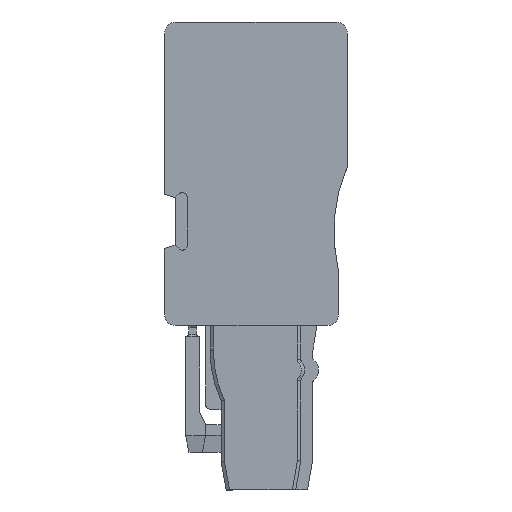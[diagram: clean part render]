
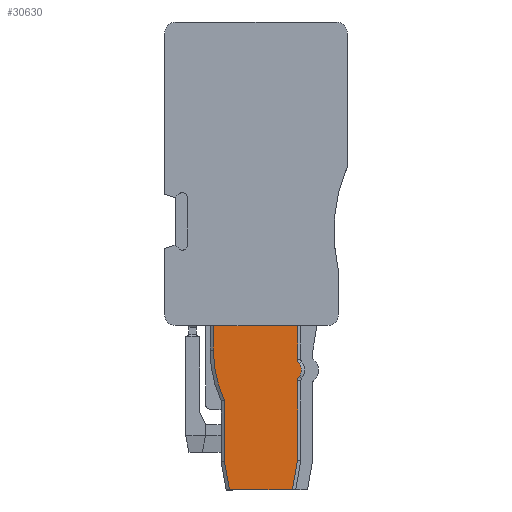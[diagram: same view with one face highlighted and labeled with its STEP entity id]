
A CAD part, left-side view. The second image highlights one B-rep face of the part: STEP entity #30630.
In plain terms, the highlighted planar face has unit normal (-1, 0, 0).
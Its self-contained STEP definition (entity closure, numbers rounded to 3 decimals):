
#30546=AXIS2_PLACEMENT_3D('Plane Axis2P3D',#30543,#30544,#30545) ;
#30559=AXIS2_PLACEMENT_3D('Circle Axis2P3D',#30557,#30558,$) ;
#30566=AXIS2_PLACEMENT_3D('Circle Axis2P3D',#30564,#30565,$) ;
#30573=AXIS2_PLACEMENT_3D('Circle Axis2P3D',#30571,#30572,$) ;
#30585=AXIS2_PLACEMENT_3D('Circle Axis2P3D',#30583,#30584,$) ;
#15764=CARTESIAN_POINT('Vertex',(0.7,12.1,14.85)) ;
#15767=CARTESIAN_POINT('Line Origine',(0.7,8.3,14.85)) ;
#15771=CARTESIAN_POINT('Vertex',(0.7,4.5,14.85)) ;
#30527=CARTESIAN_POINT('Vertex',(0.7,12.1,12.633)) ;
#30530=CARTESIAN_POINT('Line Origine',(0.7,12.1,13.741)) ;
#30543=CARTESIAN_POINT('Axis2P3D Location',(0.7,7.5,14.85)) ;
#30548=CARTESIAN_POINT('Line Origine',(0.7,4.5,6.266)) ;
#30552=CARTESIAN_POINT('Vertex',(0.7,4.5,2.67)) ;
#30554=CARTESIAN_POINT('Vertex',(0.7,4.5,9.862)) ;
#30557=CARTESIAN_POINT('Axis2P3D Location',(0.7,3.9,9.862)) ;
#30561=CARTESIAN_POINT('Vertex',(0.7,4.36,10.247)) ;
#30564=CARTESIAN_POINT('Axis2P3D Location',(0.7,5.05,10.825)) ;
#30568=CARTESIAN_POINT('Vertex',(0.7,4.36,11.403)) ;
#30571=CARTESIAN_POINT('Axis2P3D Location',(0.7,3.9,11.788)) ;
#30575=CARTESIAN_POINT('Vertex',(0.7,4.5,11.788)) ;
#30578=CARTESIAN_POINT('Line Origine',(0.7,4.5,13.319)) ;
#30583=CARTESIAN_POINT('Axis2P3D Location',(0.7,1.4,12.633)) ;
#30587=CARTESIAN_POINT('Vertex',(0.7,11.1,8.116)) ;
#30590=CARTESIAN_POINT('Line Origine',(0.7,11.1,5.347)) ;
#30594=CARTESIAN_POINT('Vertex',(0.7,11.1,2.578)) ;
#30597=CARTESIAN_POINT('Line Origine',(0.7,10.873,1.289)) ;
#30601=CARTESIAN_POINT('Vertex',(0.7,10.645,0.)) ;
#30604=CARTESIAN_POINT('Line Origine',(0.7,7.808,0.)) ;
#30608=CARTESIAN_POINT('Vertex',(0.7,4.971,0.)) ;
#30611=CARTESIAN_POINT('Line Origine',(0.7,4.735,1.335)) ;
#15768=DIRECTION('Vector Direction',(0.,1.,0.)) ;
#30531=DIRECTION('Vector Direction',(0.,0.,-1.)) ;
#30544=DIRECTION('Axis2P3D Direction',(1.,0.,0.)) ;
#30545=DIRECTION('Axis2P3D XDirection',(0.,1.,0.)) ;
#30549=DIRECTION('Vector Direction',(0.,0.,1.)) ;
#30558=DIRECTION('Axis2P3D Direction',(1.,0.,0.)) ;
#30565=DIRECTION('Axis2P3D Direction',(1.,0.,0.)) ;
#30572=DIRECTION('Axis2P3D Direction',(1.,0.,0.)) ;
#30579=DIRECTION('Vector Direction',(0.,0.,1.)) ;
#30584=DIRECTION('Axis2P3D Direction',(1.,0.,0.)) ;
#30591=DIRECTION('Vector Direction',(0.,0.,1.)) ;
#30598=DIRECTION('Vector Direction',(0.,-0.174,-0.985)) ;
#30605=DIRECTION('Vector Direction',(0.,1.,0.)) ;
#30612=DIRECTION('Vector Direction',(0.,-0.174,0.985)) ;
#15769=VECTOR('Line Direction',#15768,1.) ;
#30532=VECTOR('Line Direction',#30531,1.) ;
#30550=VECTOR('Line Direction',#30549,1.) ;
#30580=VECTOR('Line Direction',#30579,1.) ;
#30592=VECTOR('Line Direction',#30591,1.) ;
#30599=VECTOR('Line Direction',#30598,1.) ;
#30606=VECTOR('Line Direction',#30605,1.) ;
#30613=VECTOR('Line Direction',#30612,1.) ;
#30617=ORIENTED_EDGE('',*,*,#30556,.T.) ;
#30618=ORIENTED_EDGE('',*,*,#30563,.F.) ;
#30619=ORIENTED_EDGE('',*,*,#30570,.F.) ;
#30620=ORIENTED_EDGE('',*,*,#30577,.F.) ;
#30621=ORIENTED_EDGE('',*,*,#30582,.T.) ;
#30622=ORIENTED_EDGE('',*,*,#15773,.F.) ;
#30623=ORIENTED_EDGE('',*,*,#30534,.T.) ;
#30624=ORIENTED_EDGE('',*,*,#30589,.T.) ;
#30625=ORIENTED_EDGE('',*,*,#30596,.T.) ;
#30626=ORIENTED_EDGE('',*,*,#30603,.F.) ;
#30627=ORIENTED_EDGE('',*,*,#30610,.F.) ;
#30628=ORIENTED_EDGE('',*,*,#30615,.F.) ;
#30630=ADVANCED_FACE('Brep With Voids',(#30629),#30547,.F.) ;
#30560=CIRCLE('generated circle',#30559,0.6) ;
#30567=CIRCLE('generated circle',#30566,0.9) ;
#30574=CIRCLE('generated circle',#30573,0.6) ;
#30586=CIRCLE('generated circle',#30585,10.7) ;
#15773=EDGE_CURVE('',#15765,#15772,#15770,.F.) ;
#30534=EDGE_CURVE('',#15765,#30528,#30533,.T.) ;
#30556=EDGE_CURVE('',#30553,#30555,#30551,.T.) ;
#30563=EDGE_CURVE('',#30562,#30555,#30560,.F.) ;
#30570=EDGE_CURVE('',#30569,#30562,#30567,.T.) ;
#30577=EDGE_CURVE('',#30576,#30569,#30574,.F.) ;
#30582=EDGE_CURVE('',#30576,#15772,#30581,.T.) ;
#30589=EDGE_CURVE('',#30528,#30588,#30586,.F.) ;
#30596=EDGE_CURVE('',#30588,#30595,#30593,.F.) ;
#30603=EDGE_CURVE('',#30602,#30595,#30600,.F.) ;
#30610=EDGE_CURVE('',#30609,#30602,#30607,.T.) ;
#30615=EDGE_CURVE('',#30553,#30609,#30614,.F.) ;
#30616=EDGE_LOOP('',(#30617,#30618,#30619,#30620,#30621,#30622,#30623,#30624,#30625,#30626,#30627,#30628)) ;
#30629=FACE_OUTER_BOUND('',#30616,.T.) ;
#15770=LINE('Line',#15767,#15769) ;
#30533=LINE('Line',#30530,#30532) ;
#30551=LINE('Line',#30548,#30550) ;
#30581=LINE('Line',#30578,#30580) ;
#30593=LINE('Line',#30590,#30592) ;
#30600=LINE('Line',#30597,#30599) ;
#30607=LINE('Line',#30604,#30606) ;
#30614=LINE('Line',#30611,#30613) ;
#30547=PLANE('',#30546) ;
#15765=VERTEX_POINT('',#15764) ;
#15772=VERTEX_POINT('',#15771) ;
#30528=VERTEX_POINT('',#30527) ;
#30553=VERTEX_POINT('',#30552) ;
#30555=VERTEX_POINT('',#30554) ;
#30562=VERTEX_POINT('',#30561) ;
#30569=VERTEX_POINT('',#30568) ;
#30576=VERTEX_POINT('',#30575) ;
#30588=VERTEX_POINT('',#30587) ;
#30595=VERTEX_POINT('',#30594) ;
#30602=VERTEX_POINT('',#30601) ;
#30609=VERTEX_POINT('',#30608) ;
